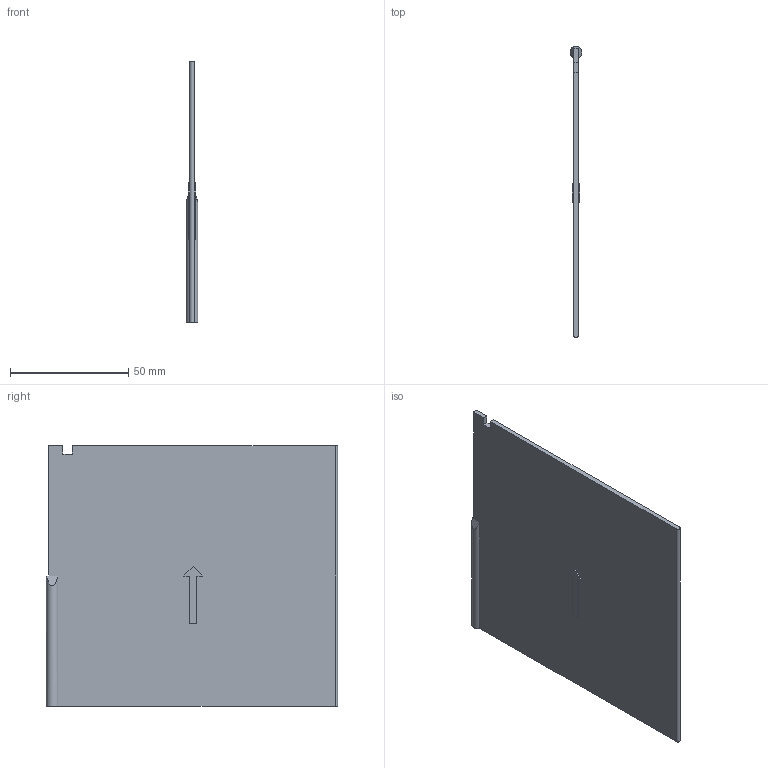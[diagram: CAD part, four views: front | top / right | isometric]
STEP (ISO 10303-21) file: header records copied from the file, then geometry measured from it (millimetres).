
FILE_DESCRIPTION((''),'2;1');
FILE_NAME('8742M1201004','2021-09-17T10:55:52',('lrg'),(''),'CREO PARAMETRIC BY PTC INC, 2020044','CREO PARAMETRIC BY PTC INC, 2020044','');
FILE_SCHEMA(('CONFIG_CONTROL_DESIGN','SHAPE_APPEARANCE_LAYERS_GROUPS'));
Length unit declared in the file: millimetre
Products named in the file (1): 8742M1201004
Bounding box: 5 x 123 x 110 mm (x, y, z)
Volume: 27471.4 mm3; surface area: 27953.3 mm2
Topology: 1 solids, 1 shells, 30 faces, 76 edges, 50 vertices
Faces by surface type: plane 28, cylinder 2
Entity records: 995 total; most frequent: CARTESIAN_POINT 184, ORIENTED_EDGE 152, DIRECTION 138, EDGE_CURVE 76, VECTOR 70, LINE 70, VERTEX_POINT 50, COLOUR_RGB 39
